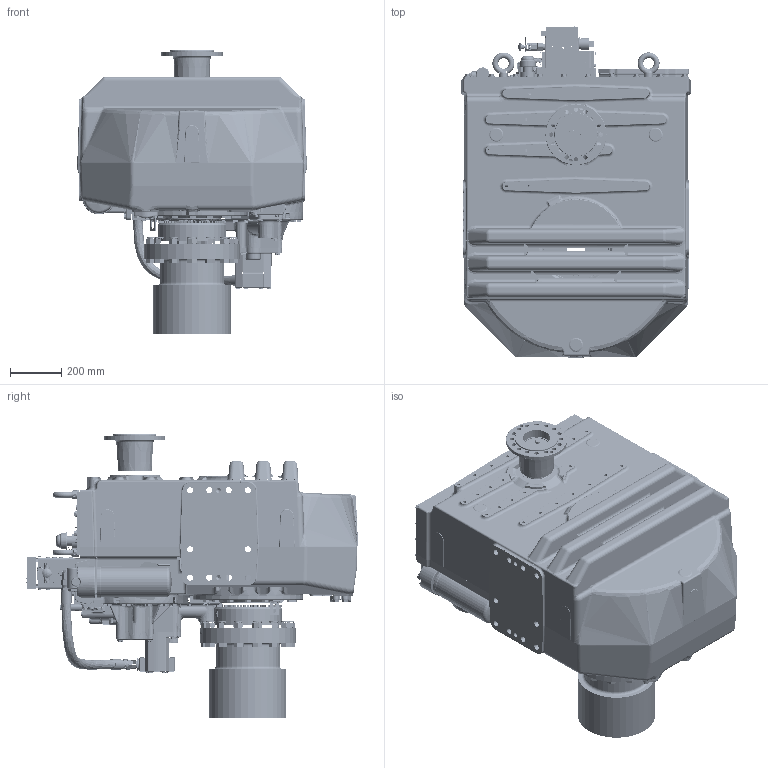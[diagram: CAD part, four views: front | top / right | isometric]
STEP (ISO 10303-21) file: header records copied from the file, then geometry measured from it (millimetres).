
FILE_DESCRIPTION (( 'STEP AP203' ), '1' );
FILE_NAME ('1026064G.STEP', '2016-08-17T11:10:23', ( '' ), ( '' ), 'SwSTEP 2.0', 'SolidWorks 2015', '' );
FILE_SCHEMA (( 'CONFIG_CONTROL_DESIGN' ));
Length unit declared in the file: millimetre
Products named in the file (1): 1026064G
Bounding box: 893 x 1291.85 x 1103 mm (x, y, z)
Surface area: 6635851.5 mm2 (no closed solid volume)
Topology: 0 solids, 626 shells, 5442 faces, 28604 edges, 23107 vertices
Faces by surface type: plane 1912, cylinder 1621, bspline 731, torus 516, cone 513, sphere 149
Entity records: 414641 total; most frequent: CARTESIAN_POINT 208401, DIRECTION 38008, ORIENTED_EDGE 37603, EDGE_CURVE 28518, VERTEX_POINT 23102, VECTOR 13192, LINE 13192, AXIS2_PLACEMENT_3D 12408
